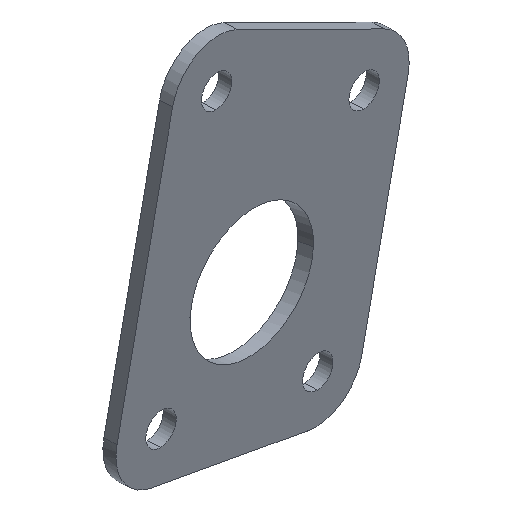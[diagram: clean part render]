
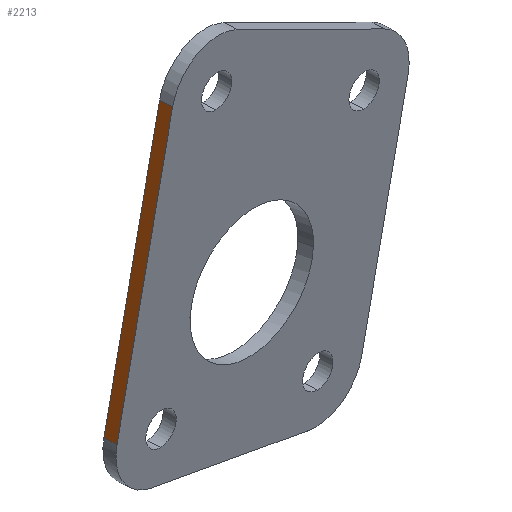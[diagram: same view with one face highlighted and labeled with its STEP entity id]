
A CAD part, isometric view. The second image highlights one B-rep face of the part: STEP entity #2213.
In plain terms, the highlighted planar face has unit normal (-0.975, -0.042, 0.217).
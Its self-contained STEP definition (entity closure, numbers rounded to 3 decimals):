
#32 = CYLINDRICAL_SURFACE('',#33,15.);
#33 = AXIS2_PLACEMENT_3D('',#34,#35,#36);
#34 = CARTESIAN_POINT('',(-15.931,-2.69,
    51.464));
#35 = DIRECTION('',(-0.043,0.999,
    0.));
#36 = DIRECTION('',(-0.043,-0.002,
    -0.999));
#117 = PLANE('',#118);
#118 = AXIS2_PLACEMENT_3D('',#119,#120,#121);
#119 = CARTESIAN_POINT('',(463.764,22.214,
    492.82));
#120 = DIRECTION('',(-0.043,0.999,
    0.));
#121 = DIRECTION('',(-0.043,-0.002,
    -0.999));
#134 = VERTEX_POINT('',#135);
#135 = CARTESIAN_POINT('',(-30.734,0.671,
    54.715));
#183 = EDGE_CURVE('',#184,#134,#186,.T.);
#184 = VERTEX_POINT('',#185);
#185 = CARTESIAN_POINT('',(-30.56,-3.326,54.716
    ));
#186 = SURFACE_CURVE('',#187,(#191,#220),.PCURVE_S1.);
#187 = LINE('',#188,#189);
#188 = CARTESIAN_POINT('',(-30.56,-3.326,54.716
    ));
#189 = VECTOR('',#190,1.);
#190 = DIRECTION('',(-0.043,0.999,
    0.));
#191 = PCURVE('',#32,#192);
#192 = DEFINITIONAL_REPRESENTATION('',(#193),#219);
#193 = B_SPLINE_CURVE_WITH_KNOTS('',3,(#194,#195,#196,#197,#198,#199,
    #200,#201,#202,#203,#204,#205,#206,#207,#208,#209,#210,#211,#212,
    #213,#214,#215,#216,#217,#218),.UNSPECIFIED.,.F.,.F.,(4,1,1,1,1,1,1,
    1,1,1,1,1,1,1,1,1,1,1,1,1,1,1,4),(0.,0.182,0.364,
    0.545,0.727,0.909,1.091,
    1.273,1.455,1.636,1.818,2.,
    2.182,2.364,2.545,2.727,
    2.909,3.091,3.273,3.455,
    3.636,3.818,4.),.QUASI_UNIFORM_KNOTS.);
#194 = CARTESIAN_POINT('',(1.746,0.));
#195 = CARTESIAN_POINT('',(1.746,0.061));
#196 = CARTESIAN_POINT('',(1.746,0.182));
#197 = CARTESIAN_POINT('',(1.746,0.364));
#198 = CARTESIAN_POINT('',(1.746,0.545));
#199 = CARTESIAN_POINT('',(1.746,0.727));
#200 = CARTESIAN_POINT('',(1.746,0.909));
#201 = CARTESIAN_POINT('',(1.746,1.091));
#202 = CARTESIAN_POINT('',(1.746,1.273));
#203 = CARTESIAN_POINT('',(1.746,1.455));
#204 = CARTESIAN_POINT('',(1.746,1.636));
#205 = CARTESIAN_POINT('',(1.746,1.818));
#206 = CARTESIAN_POINT('',(1.746,2.));
#207 = CARTESIAN_POINT('',(1.746,2.182));
#208 = CARTESIAN_POINT('',(1.746,2.364));
#209 = CARTESIAN_POINT('',(1.746,2.545));
#210 = CARTESIAN_POINT('',(1.746,2.727));
#211 = CARTESIAN_POINT('',(1.746,2.909));
#212 = CARTESIAN_POINT('',(1.746,3.091));
#213 = CARTESIAN_POINT('',(1.746,3.273));
#214 = CARTESIAN_POINT('',(1.746,3.455));
#215 = CARTESIAN_POINT('',(1.746,3.636));
#216 = CARTESIAN_POINT('',(1.746,3.818));
#217 = CARTESIAN_POINT('',(1.746,3.939));
#218 = CARTESIAN_POINT('',(1.746,4.));
#219 = ( GEOMETRIC_REPRESENTATION_CONTEXT(2) 
PARAMETRIC_REPRESENTATION_CONTEXT() REPRESENTATION_CONTEXT('2D SPACE',''
  ) );
#220 = PCURVE('',#221,#226);
#221 = PLANE('',#222);
#222 = AXIS2_PLACEMENT_3D('',#223,#224,#225);
#223 = CARTESIAN_POINT('',(-49.058,-4.138,
    -28.671));
#224 = DIRECTION('',(-0.975,-0.042,0.217)
  );
#225 = DIRECTION('',(0.217,0.01,0.976));
#226 = DEFINITIONAL_REPRESENTATION('',(#227),#231);
#227 = LINE('',#228,#229);
#228 = CARTESIAN_POINT('',(85.418,0.));
#229 = VECTOR('',#230,1.);
#230 = DIRECTION('',(0.,1.));
#231 = ( GEOMETRIC_REPRESENTATION_CONTEXT(2) 
PARAMETRIC_REPRESENTATION_CONTEXT() REPRESENTATION_CONTEXT('2D SPACE',''
  ) );
#272 = PLANE('',#273);
#273 = AXIS2_PLACEMENT_3D('',#274,#275,#276);
#274 = CARTESIAN_POINT('',(463.938,18.217,
    492.82));
#275 = DIRECTION('',(-0.043,0.999,
    0.));
#276 = DIRECTION('',(-0.043,-0.002,
    -0.999));
#566 = VERTEX_POINT('',#567);
#567 = CARTESIAN_POINT('',(-49.062,-4.138,
    -28.687));
#593 = CYLINDRICAL_SURFACE('',#594,15.);
#594 = AXIS2_PLACEMENT_3D('',#595,#596,#597);
#595 = CARTESIAN_POINT('',(-34.429,-3.502,-31.922
    ));
#596 = DIRECTION('',(-0.043,0.999,
    0.));
#597 = DIRECTION('',(-0.043,-0.002,
    -0.999));
#649 = EDGE_CURVE('',#566,#184,#650,.T.);
#650 = SURFACE_CURVE('',#651,(#655,#662),.PCURVE_S1.);
#651 = LINE('',#652,#653);
#652 = CARTESIAN_POINT('',(-49.062,-4.138,
    -28.687));
#653 = VECTOR('',#654,1.);
#654 = DIRECTION('',(0.217,0.01,0.976));
#655 = PCURVE('',#272,#656);
#656 = DEFINITIONAL_REPRESENTATION('',(#657),#661);
#657 = LINE('',#658,#659);
#658 = CARTESIAN_POINT('',(543.276,490.398));
#659 = VECTOR('',#660,1.);
#660 = DIRECTION('',(-0.985,-0.174));
#661 = ( GEOMETRIC_REPRESENTATION_CONTEXT(2) 
PARAMETRIC_REPRESENTATION_CONTEXT() REPRESENTATION_CONTEXT('2D SPACE',''
  ) );
#662 = PCURVE('',#221,#663);
#663 = DEFINITIONAL_REPRESENTATION('',(#664),#668);
#664 = LINE('',#665,#666);
#665 = CARTESIAN_POINT('',(-0.017,0.));
#666 = VECTOR('',#667,1.);
#667 = DIRECTION('',(1.,0.));
#668 = ( GEOMETRIC_REPRESENTATION_CONTEXT(2) 
PARAMETRIC_REPRESENTATION_CONTEXT() REPRESENTATION_CONTEXT('2D SPACE',''
  ) );
#1372 = EDGE_CURVE('',#134,#1373,#1375,.T.);
#1373 = VERTEX_POINT('',#1374);
#1374 = CARTESIAN_POINT('',(-49.236,-0.142,
    -28.688));
#1375 = SURFACE_CURVE('',#1376,(#1380,#1387),.PCURVE_S1.);
#1376 = LINE('',#1377,#1378);
#1377 = CARTESIAN_POINT('',(-30.734,0.671,
    54.715));
#1378 = VECTOR('',#1379,1.);
#1379 = DIRECTION('',(-0.217,-0.01,
    -0.976));
#1380 = PCURVE('',#117,#1381);
#1381 = DEFINITIONAL_REPRESENTATION('',(#1382),#1386);
#1382 = LINE('',#1383,#1384);
#1383 = CARTESIAN_POINT('',(459.148,475.511));
#1384 = VECTOR('',#1385,1.);
#1385 = DIRECTION('',(0.985,0.174));
#1386 = ( GEOMETRIC_REPRESENTATION_CONTEXT(2) 
PARAMETRIC_REPRESENTATION_CONTEXT() REPRESENTATION_CONTEXT('2D SPACE',''
  ) );
#1387 = PCURVE('',#221,#1388);
#1388 = DEFINITIONAL_REPRESENTATION('',(#1389),#1393);
#1389 = LINE('',#1390,#1391);
#1390 = CARTESIAN_POINT('',(85.418,4.));
#1391 = VECTOR('',#1392,1.);
#1392 = DIRECTION('',(-1.,0.));
#1393 = ( GEOMETRIC_REPRESENTATION_CONTEXT(2) 
PARAMETRIC_REPRESENTATION_CONTEXT() REPRESENTATION_CONTEXT('2D SPACE',''
  ) );
#2213 = ADVANCED_FACE('',(#2214),#221,.T.);
#2214 = FACE_BOUND('',#2215,.F.);
#2215 = EDGE_LOOP('',(#2216,#2217,#2260,#2261));
#2216 = ORIENTED_EDGE('',*,*,#649,.F.);
#2217 = ORIENTED_EDGE('',*,*,#2218,.F.);
#2218 = EDGE_CURVE('',#1373,#566,#2219,.T.);
#2219 = SURFACE_CURVE('',#2220,(#2224,#2231),.PCURVE_S1.);
#2220 = LINE('',#2221,#2222);
#2221 = CARTESIAN_POINT('',(-49.236,-0.142,
    -28.688));
#2222 = VECTOR('',#2223,1.);
#2223 = DIRECTION('',(0.043,-0.999,
    0.));
#2224 = PCURVE('',#221,#2225);
#2225 = DEFINITIONAL_REPRESENTATION('',(#2226),#2230);
#2226 = LINE('',#2227,#2228);
#2227 = CARTESIAN_POINT('',(-0.017,4.));
#2228 = VECTOR('',#2229,1.);
#2229 = DIRECTION('',(0.,-1.));
#2230 = ( GEOMETRIC_REPRESENTATION_CONTEXT(2) 
PARAMETRIC_REPRESENTATION_CONTEXT() REPRESENTATION_CONTEXT('2D SPACE',''
  ) );
#2231 = PCURVE('',#593,#2232);
#2232 = DEFINITIONAL_REPRESENTATION('',(#2233),#2259);
#2233 = B_SPLINE_CURVE_WITH_KNOTS('',3,(#2234,#2235,#2236,#2237,#2238,
    #2239,#2240,#2241,#2242,#2243,#2244,#2245,#2246,#2247,#2248,#2249,
    #2250,#2251,#2252,#2253,#2254,#2255,#2256,#2257,#2258),
  .UNSPECIFIED.,.F.,.F.,(4,1,1,1,1,1,1,1,1,1,1,1,1,1,1,1,1,1,1,1,1,1,4),
  (0.,0.182,0.364,0.545,0.727,
    0.909,1.091,1.273,1.455,
    1.636,1.818,2.,2.182,2.364,
    2.545,2.727,2.909,3.091,
    3.273,3.455,3.636,3.818,4.),
  .QUASI_UNIFORM_KNOTS.);
#2234 = CARTESIAN_POINT('',(1.745,4.));
#2235 = CARTESIAN_POINT('',(1.745,3.939));
#2236 = CARTESIAN_POINT('',(1.745,3.818));
#2237 = CARTESIAN_POINT('',(1.745,3.636));
#2238 = CARTESIAN_POINT('',(1.745,3.455));
#2239 = CARTESIAN_POINT('',(1.745,3.273));
#2240 = CARTESIAN_POINT('',(1.745,3.091));
#2241 = CARTESIAN_POINT('',(1.745,2.909));
#2242 = CARTESIAN_POINT('',(1.745,2.727));
#2243 = CARTESIAN_POINT('',(1.745,2.545));
#2244 = CARTESIAN_POINT('',(1.745,2.364));
#2245 = CARTESIAN_POINT('',(1.745,2.182));
#2246 = CARTESIAN_POINT('',(1.745,2.));
#2247 = CARTESIAN_POINT('',(1.745,1.818));
#2248 = CARTESIAN_POINT('',(1.745,1.636));
#2249 = CARTESIAN_POINT('',(1.745,1.455));
#2250 = CARTESIAN_POINT('',(1.745,1.273));
#2251 = CARTESIAN_POINT('',(1.745,1.091));
#2252 = CARTESIAN_POINT('',(1.745,0.909));
#2253 = CARTESIAN_POINT('',(1.745,0.727));
#2254 = CARTESIAN_POINT('',(1.745,0.545));
#2255 = CARTESIAN_POINT('',(1.745,0.364));
#2256 = CARTESIAN_POINT('',(1.745,0.182));
#2257 = CARTESIAN_POINT('',(1.745,0.061));
#2258 = CARTESIAN_POINT('',(1.745,0.));
#2259 = ( GEOMETRIC_REPRESENTATION_CONTEXT(2) 
PARAMETRIC_REPRESENTATION_CONTEXT() REPRESENTATION_CONTEXT('2D SPACE',''
  ) );
#2260 = ORIENTED_EDGE('',*,*,#1372,.F.);
#2261 = ORIENTED_EDGE('',*,*,#183,.F.);
